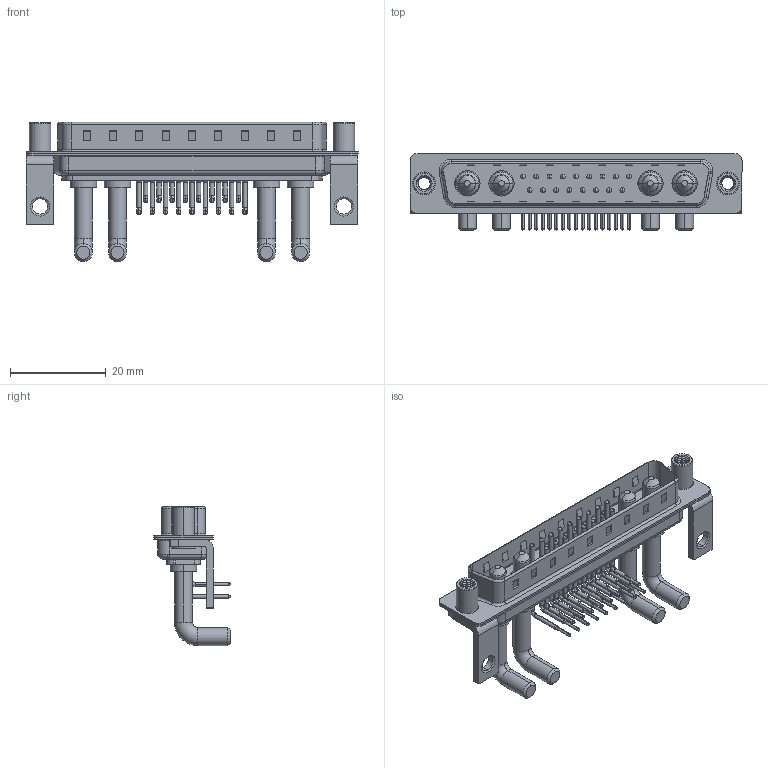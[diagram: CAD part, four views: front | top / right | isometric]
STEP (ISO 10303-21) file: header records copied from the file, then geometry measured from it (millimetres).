
FILE_DESCRIPTION (( 'STEP AP203' ), '1' );
FILE_NAME ('629-21W4250-4NE.STEP', '2022-05-17T04:20:11', ( '' ), ( '' ), 'SwSTEP 2.0', 'SolidWorks 2020', '' );
FILE_SCHEMA (( 'CONFIG_CONTROL_DESIGN' ));
Length unit declared in the file: millimetre
Products named in the file (9): 629-21W4250-4NE; 629Combo Shell Front_37 Contacts; 629Combo Contact Row 2; 629Combo Housing_21W4; 629Combo Stabilizer Bracket; 629Combo Shell Rear_37 Contacts; 629Combo Contact Row 1; Power Pin_Ext 40A RA; 629Combo Threaded Standoff_D
Assembly tree (28 placements, depth 2):
  629-21W4250-4NE
    629Combo Housing_21W4
    629Combo Shell Rear_37 Contacts
    629Combo Shell Front_37 Contacts
    629Combo Stabilizer Bracket  x2
    629Combo Threaded Standoff_D  x2
    Power Pin_Ext 40A RA  x4
    629Combo Contact Row 1  x9
    629Combo Contact Row 2  x8
Bounding box: 69.4 x 16.05 x 29.11 mm (x, y, z)
Volume: 5445.4 mm3; surface area: 11544.4 mm2
Topology: 32 solids, 32 shells, 2552 faces, 6983 edges, 4520 vertices
Faces by surface type: plane 1353, cylinder 909, cone 112, bspline 112, torus 66
Entity records: 29191 total; most frequent: CARTESIAN_POINT 6962, DIRECTION 4469, ORIENTED_EDGE 4242, EDGE_CURVE 2121, AXIS2_PLACEMENT_3D 1601, VERTEX_POINT 1369, LINE 1267, VECTOR 1267
